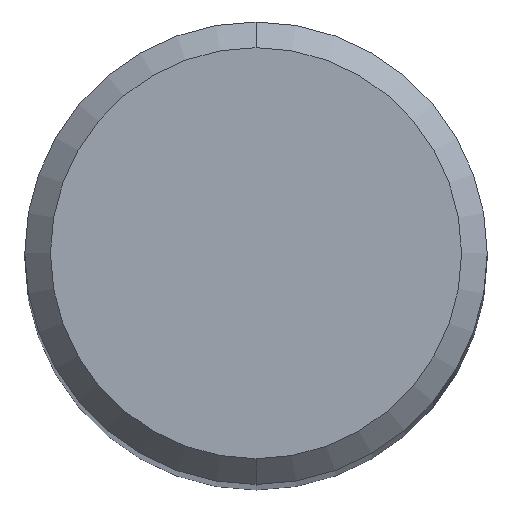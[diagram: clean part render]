
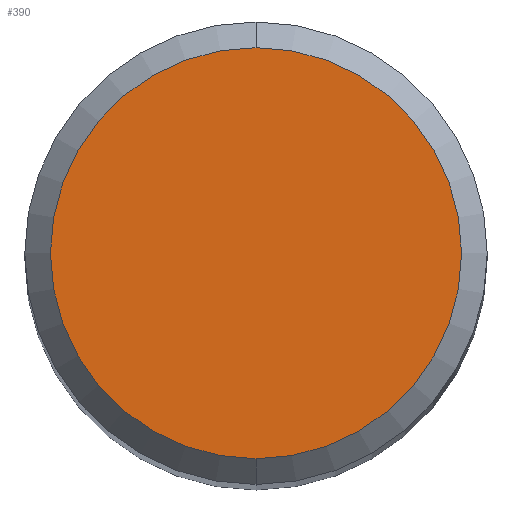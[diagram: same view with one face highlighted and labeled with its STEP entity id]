
A CAD part, top view. The second image highlights one B-rep face of the part: STEP entity #390.
In plain terms, the highlighted planar face has unit normal (0, 0, 1).
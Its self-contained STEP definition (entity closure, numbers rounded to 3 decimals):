
#182=EDGE_CURVE('',#208,#376,#484,.T.);
#208=VERTEX_POINT('',#512);
#226=EDGE_CURVE('',#376,#208,#530,.T.);
#376=VERTEX_POINT('',#699);
#390=ADVANCED_FACE('',(#713),#714,.T.);
#484=CIRCLE('',#832,4.0);
#512=CARTESIAN_POINT('',(0.0,4.0,0.0));
#530=CIRCLE('',#944,4.0);
#699=CARTESIAN_POINT('',(0.,-4.0,0.0));
#713=FACE_OUTER_BOUND('',#1325,.T.);
#714=PLANE('',#1326);
#832=AXIS2_PLACEMENT_3D('',#1469,#1470,#1471);
#944=AXIS2_PLACEMENT_3D('',#1500,#1501,#1502);
#1325=EDGE_LOOP('',(#1728,#1729));
#1326=AXIS2_PLACEMENT_3D('',#1730,#1731,#1732);
#1469=CARTESIAN_POINT('',(0.0,0.0,0.0));
#1470=DIRECTION('',(0.0,0.0,-1.0));
#1471=DIRECTION('',(0.0,1.0,0.0));
#1500=CARTESIAN_POINT('',(0.0,0.0,0.0));
#1501=DIRECTION('',(0.0,0.0,-1.0));
#1502=DIRECTION('',(0.0,1.0,0.0));
#1728=ORIENTED_EDGE('',*,*,#182,.F.);
#1729=ORIENTED_EDGE('',*,*,#226,.F.);
#1730=CARTESIAN_POINT('',(0.0,2.0,0.0));
#1731=DIRECTION('',(-0.0,0.0,1.0));
#1732=DIRECTION('',(0.0,-1.0,0.0));
